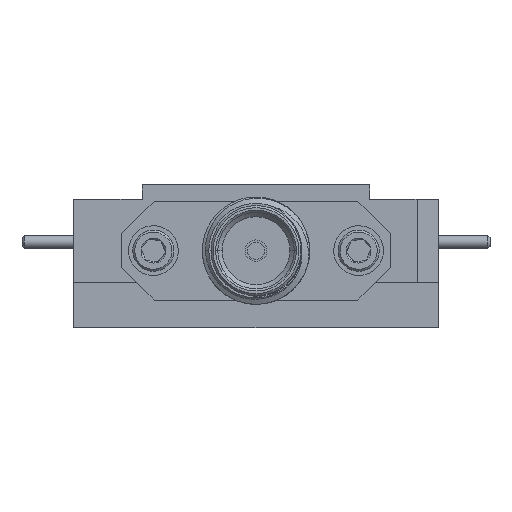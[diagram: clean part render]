
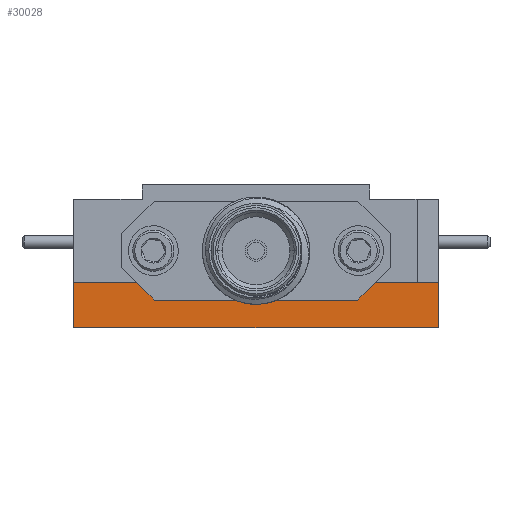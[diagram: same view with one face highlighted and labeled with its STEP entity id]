
A CAD part, left-side view. The second image highlights one B-rep face of the part: STEP entity #30028.
In plain terms, the highlighted planar face has unit normal (-1, 0, 0).
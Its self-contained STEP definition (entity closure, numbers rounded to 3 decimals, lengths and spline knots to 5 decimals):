
#145 = VERTEX_POINT ( 'NONE', #9900 ) ;
#1086 = CARTESIAN_POINT ( 'NONE',  ( -0.543, 0.425, -0.2 ) ) ;
#1372 = EDGE_CURVE ( 'NONE', #11269, #41816, #28088, .T. ) ;
#2596 = LINE ( 'NONE', #11873, #13948 ) ;
#5200 = CARTESIAN_POINT ( 'NONE',  ( -0.543, 0.425, -0.2 ) ) ;
#5394 = DIRECTION ( 'NONE',  ( 0., 0., -1. ) ) ;
#7080 = DIRECTION ( 'NONE',  ( 0., 1., 0. ) ) ;
#9900 = CARTESIAN_POINT ( 'NONE',  ( -0.543, -0.425, -0.095 ) ) ;
#11043 = ORIENTED_EDGE ( 'NONE', *, *, #1372, .F. ) ;
#11269 = VERTEX_POINT ( 'NONE', #18496 ) ;
#11873 = CARTESIAN_POINT ( 'NONE',  ( -0.543, 0.425, -0.095 ) ) ;
#12055 = LINE ( 'NONE', #37286, #34661 ) ;
#12104 = EDGE_CURVE ( 'NONE', #145, #46060, #2596, .T. ) ;
#12162 = EDGE_LOOP ( 'NONE', ( #29403, #29703, #11043, #35326 ) ) ;
#13185 = FACE_OUTER_BOUND ( 'NONE', #12162, .T. ) ;
#13948 = VECTOR ( 'NONE', #29889, 39.37008 ) ;
#14024 = LINE ( 'NONE', #5200, #28139 ) ;
#16296 = DIRECTION ( 'NONE',  ( 1., 0., 0. ) ) ;
#18465 = AXIS2_PLACEMENT_3D ( 'NONE', #41122, #16296, #5394 ) ;
#18496 = CARTESIAN_POINT ( 'NONE',  ( -0.543, -0.425, -0.2 ) ) ;
#25824 = VECTOR ( 'NONE', #7080, 39.37008 ) ;
#27053 = PLANE ( 'NONE',  #18465 ) ;
#28088 = LINE ( 'NONE', #43591, #25824 ) ;
#28139 = VECTOR ( 'NONE', #30653, 39.37008 ) ;
#29403 = ORIENTED_EDGE ( 'NONE', *, *, #12104, .T. ) ;
#29703 = ORIENTED_EDGE ( 'NONE', *, *, #46754, .F. ) ;
#29889 = DIRECTION ( 'NONE',  ( 0., 1., 0. ) ) ;
#30028 = ADVANCED_FACE ( 'NONE', ( #13185 ), #27053, .F. ) ;
#30653 = DIRECTION ( 'NONE',  ( 0., 0., 1. ) ) ;
#34661 = VECTOR ( 'NONE', #41224, 39.37008 ) ;
#35326 = ORIENTED_EDGE ( 'NONE', *, *, #38121, .T. ) ;
#37286 = CARTESIAN_POINT ( 'NONE',  ( -0.543, -0.425, -0.2 ) ) ;
#38121 = EDGE_CURVE ( 'NONE', #11269, #145, #12055, .T. ) ;
#39033 = CARTESIAN_POINT ( 'NONE',  ( -0.543, 0.425, -0.095 ) ) ;
#41122 = CARTESIAN_POINT ( 'NONE',  ( -0.543, 0.425, -0.2 ) ) ;
#41224 = DIRECTION ( 'NONE',  ( 0., 0., 1. ) ) ;
#41816 = VERTEX_POINT ( 'NONE', #1086 ) ;
#43591 = CARTESIAN_POINT ( 'NONE',  ( -0.543, 0.425, -0.2 ) ) ;
#46060 = VERTEX_POINT ( 'NONE', #39033 ) ;
#46754 = EDGE_CURVE ( 'NONE', #41816, #46060, #14024, .T. ) ;
